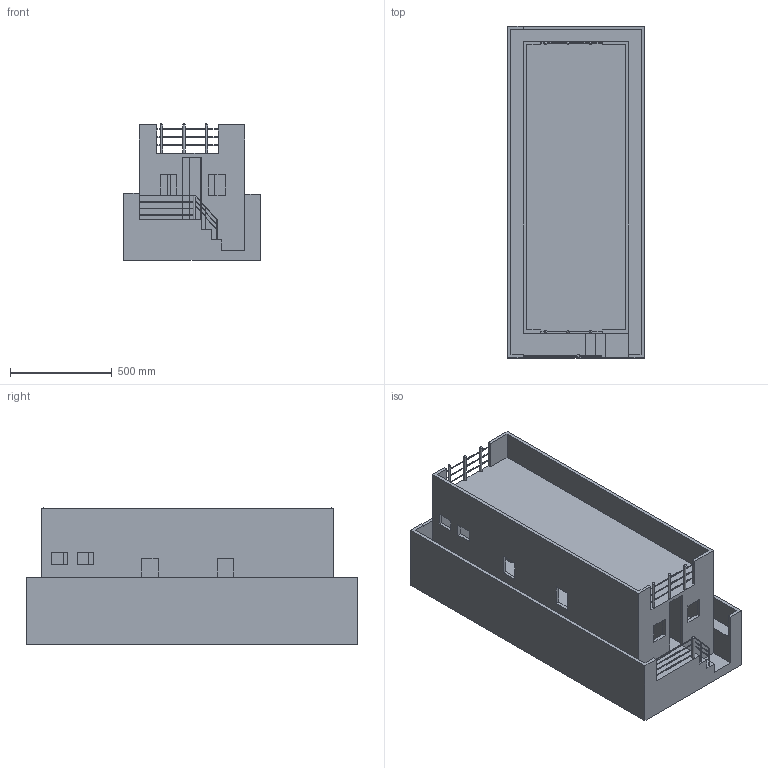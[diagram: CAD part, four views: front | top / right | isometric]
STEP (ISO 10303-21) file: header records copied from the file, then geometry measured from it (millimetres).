
FILE_DESCRIPTION(/* description */ (''),/* implementation_level */ '2;1');
FILE_NAME(/* name */ 'Home-Ground_Floor.step',/* time_stamp */ '2025-12-09T01:13:49+05:30',/* author */ (''),/* organization */ (''),/* preprocessor_version */ 'ST-DEVELOPER v20.1',/* originating_system */ 'Autodesk Translation Framework v14.21.0.0',/* authorisation */ '');
FILE_SCHEMA (('AUTOMOTIVE_DESIGN { 1 0 10303 214 3 1 1 }'));
Length unit declared in the file: millimetre
Products named in the file (1): Home-Ground_Floor
Bounding box: 671.16 x 1629.06 x 670.8 mm (x, y, z)
Volume: 271996652.2 mm3; surface area: 10103044.3 mm2
Topology: 1 solids, 1 shells, 307 faces, 964 edges, 637 vertices
Faces by surface type: plane 294, cylinder 7, sphere 6
Full cylindrical faces by diameter (mm): 12 x6, 15 x1
Entity records: 10770 total; most frequent: ORIENTED_EDGE 1916, CARTESIAN_POINT 1903, DIRECTION 1716, EDGE_CURVE 958, LINE 816, VECTOR 816, VERTEX_POINT 637, AXIS2_PLACEMENT_3D 450
